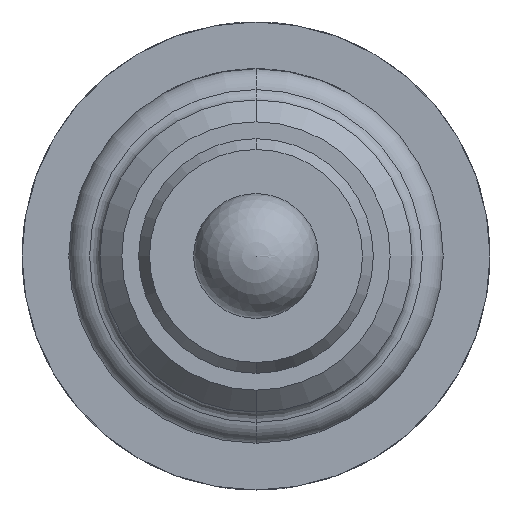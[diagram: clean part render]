
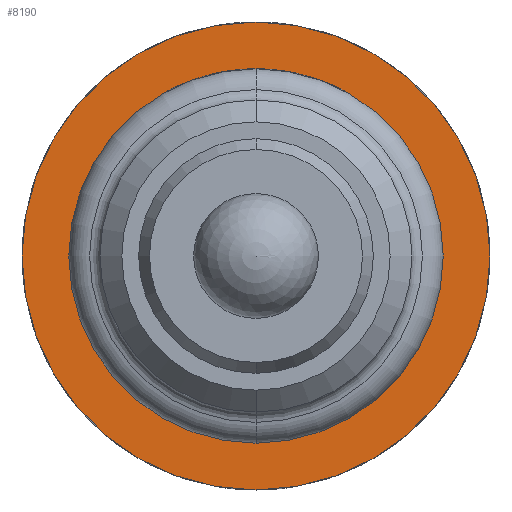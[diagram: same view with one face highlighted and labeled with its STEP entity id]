
A CAD part, front view. The second image highlights one B-rep face of the part: STEP entity #8190.
In plain terms, the highlighted planar face has unit normal (0, -1, 0).
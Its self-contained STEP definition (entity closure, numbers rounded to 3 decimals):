
#248 = CIRCLE ( 'NONE', #1167, 1.5 ) ;
#826 = AXIS2_PLACEMENT_3D ( 'NONE', #3147, #5463, #10339 ) ;
#869 = EDGE_CURVE ( 'Defeature ausgef�hrt2_11+Defeature ausgef�hrt2_12+Defeature ausgef�hrt2_12+Defeature ausgef�hrt2_12', #6325, #7321, #3543, .T. ) ;
#1099 = FACE_BOUND ( 'NONE', #1545, .T. ) ;
#1167 = AXIS2_PLACEMENT_3D ( 'NONE', #8998, #6712, #2566 ) ;
#1545 = EDGE_LOOP ( 'NONE', ( #9277, #2185 ) ) ;
#2013 = ORIENTED_EDGE ( 'NONE', *, *, #869, .F. ) ;
#2155 = EDGE_CURVE ( 'Defeature ausgef�hrt2_12+Defeature ausgef�hrt2_0+Defeature ausgef�hrt2_0+Defeature ausgef�hrt2_0', #6024, #5301, #4913, .T. ) ;
#2185 = ORIENTED_EDGE ( 'NONE', *, *, #2479, .T. ) ;
#2479 = EDGE_CURVE ( 'Defeature ausgef�hrt2_12+Defeature ausgef�hrt2_0+Defeature ausgef�hrt2_0+Defeature ausgef�hrt2_0', #5301, #6024, #248, .T. ) ;
#2566 = DIRECTION ( 'NONE',  ( 0., 0., 1. ) ) ;
#3147 = CARTESIAN_POINT ( 'NONE',  ( 0., 0., 0. ) ) ;
#3247 = FACE_OUTER_BOUND ( 'NONE', #5274, .T. ) ;
#3375 = CARTESIAN_POINT ( 'NONE',  ( -1.875, 0., 0. ) ) ;
#3399 = AXIS2_PLACEMENT_3D ( 'NONE', #9747, #9781, #6585 ) ;
#3472 = CARTESIAN_POINT ( 'NONE',  ( 0., 0., -1.875 ) ) ;
#3543 = CIRCLE ( 'NONE', #3399, 1.875 ) ;
#3646 = CIRCLE ( 'NONE', #3973, 1.875 ) ;
#3651 = CARTESIAN_POINT ( 'NONE',  ( 0., 0., 0. ) ) ;
#3973 = AXIS2_PLACEMENT_3D ( 'NONE', #3651, #6145, #6184 ) ;
#4464 = CARTESIAN_POINT ( 'NONE',  ( 0., 0., 1.5 ) ) ;
#4795 = CARTESIAN_POINT ( 'NONE',  ( 0., 0., -1.5 ) ) ;
#4913 = CIRCLE ( 'NONE', #826, 1.5 ) ;
#5139 = CARTESIAN_POINT ( 'NONE',  ( 0., 0., 1.875 ) ) ;
#5274 = EDGE_LOOP ( 'NONE', ( #8136, #2013 ) ) ;
#5301 = VERTEX_POINT ( 'NONE', #4795 ) ;
#5463 = DIRECTION ( 'NONE',  ( 0., 1., 0. ) ) ;
#5763 = DIRECTION ( 'NONE',  ( 0., -1., 0. ) ) ;
#5795 = EDGE_CURVE ( 'Defeature ausgef�hrt2_11+Defeature ausgef�hrt2_12+Defeature ausgef�hrt2_12+Defeature ausgef�hrt2_12', #7321, #6325, #3646, .T. ) ;
#5801 = DIRECTION ( 'NONE',  ( 0., 0., -1. ) ) ;
#5845 = AXIS2_PLACEMENT_3D ( 'NONE', #3375, #5763, #5801 ) ;
#6024 = VERTEX_POINT ( 'NONE', #4464 ) ;
#6145 = DIRECTION ( 'NONE',  ( 0., 1., 0. ) ) ;
#6184 = DIRECTION ( 'NONE',  ( 0., 0., 1. ) ) ;
#6325 = VERTEX_POINT ( 'NONE', #3472 ) ;
#6585 = DIRECTION ( 'NONE',  ( 0., 0., 1. ) ) ;
#6712 = DIRECTION ( 'NONE',  ( 0., 1., 0. ) ) ;
#7321 = VERTEX_POINT ( 'NONE', #5139 ) ;
#8136 = ORIENTED_EDGE ( 'NONE', *, *, #5795, .F. ) ;
#8190 = ADVANCED_FACE ( 'Defeature ausgef�hrt2_12', ( #1099, #3247 ), #9793, .T. ) ;
#8998 = CARTESIAN_POINT ( 'NONE',  ( 0., 0., 0. ) ) ;
#9277 = ORIENTED_EDGE ( 'NONE', *, *, #2155, .T. ) ;
#9747 = CARTESIAN_POINT ( 'NONE',  ( 0., 0., 0. ) ) ;
#9781 = DIRECTION ( 'NONE',  ( 0., 1., 0. ) ) ;
#9793 = PLANE ( 'NONE',  #5845 ) ;
#10339 = DIRECTION ( 'NONE',  ( 0., 0., 1. ) ) ;
